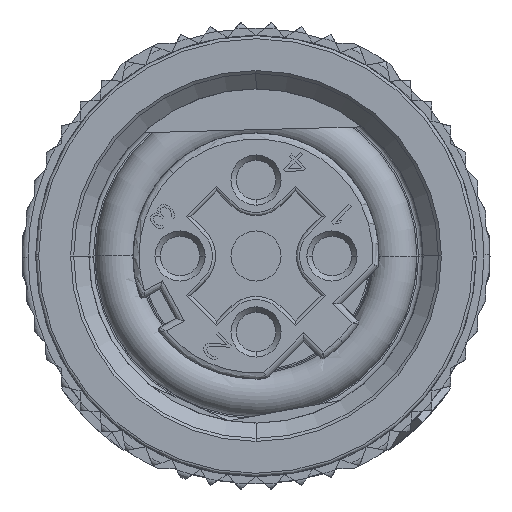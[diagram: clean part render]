
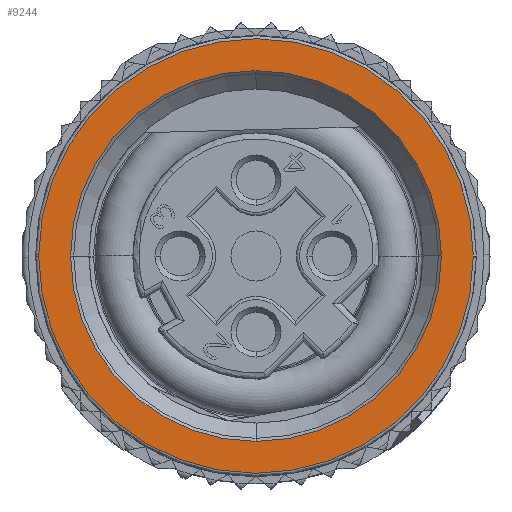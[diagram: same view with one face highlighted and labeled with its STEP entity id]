
A CAD part, front view. The second image highlights one B-rep face of the part: STEP entity #9244.
In plain terms, the highlighted planar face has unit normal (0, -1, 0).
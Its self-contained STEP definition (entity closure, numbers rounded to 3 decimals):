
#9244=ADVANCED_FACE('',(#18306,#18307),#18308,.T.);
#18306=FACE_OUTER_BOUND('',#46252,.T.);
#18307=FACE_BOUND('',#46253,.T.);
#18308=PLANE('',#46254);
#46252=EDGE_LOOP('',(#71545,#71546,#71547,#71548));
#46253=EDGE_LOOP('',(#71549,#71550,#71551,#71552));
#46254=AXIS2_PLACEMENT_3D('',#71553,#71554,#71555);
#71545=ORIENTED_EDGE('',*,*,#78974,.F.);
#71546=ORIENTED_EDGE('',*,*,#77373,.F.);
#71547=ORIENTED_EDGE('',*,*,#78972,.F.);
#71548=ORIENTED_EDGE('',*,*,#77378,.F.);
#71549=ORIENTED_EDGE('',*,*,#78982,.F.);
#71550=ORIENTED_EDGE('',*,*,#77356,.F.);
#71551=ORIENTED_EDGE('',*,*,#77363,.F.);
#71552=ORIENTED_EDGE('',*,*,#78983,.F.);
#71553=CARTESIAN_POINT('',(0.0,-12.4,0.0));
#71554=DIRECTION('',(0.0,-1.0,0.0));
#71555=DIRECTION('',(1.0,0.0,0.0));
#77356=EDGE_CURVE('',#86044,#86042,#86046,.T.);
#77363=EDGE_CURVE('',#86054,#86044,#86056,.T.);
#77373=EDGE_CURVE('',#86072,#86068,#86074,.T.);
#77378=EDGE_CURVE('',#86081,#86077,#86083,.T.);
#78972=EDGE_CURVE('',#86077,#86072,#88373,.T.);
#78974=EDGE_CURVE('',#86068,#86081,#88375,.T.);
#78982=EDGE_CURVE('',#86042,#88384,#88385,.T.);
#78983=EDGE_CURVE('',#88384,#86054,#88386,.T.);
#86042=VERTEX_POINT('',#104580);
#86044=VERTEX_POINT('',#104583);
#86046=CIRCLE('',#104586,6.1);
#86054=VERTEX_POINT('',#104595);
#86056=CIRCLE('',#104598,6.1);
#86068=VERTEX_POINT('',#104610);
#86072=VERTEX_POINT('',#104614);
#86074=CIRCLE('',#104616,7.15);
#86077=VERTEX_POINT('',#104619);
#86081=VERTEX_POINT('',#104623);
#86083=CIRCLE('',#104625,7.15);
#88373=CIRCLE('',#109824,7.15);
#88375=CIRCLE('',#109826,7.15);
#88384=VERTEX_POINT('',#109837);
#88385=CIRCLE('',#109838,6.1);
#88386=CIRCLE('',#109839,6.1);
#104580=CARTESIAN_POINT('',(0.0,-12.4,6.1));
#104583=CARTESIAN_POINT('',(6.1,-12.4,0.0));
#104586=AXIS2_PLACEMENT_3D('',#118371,#118372,#118373);
#104595=CARTESIAN_POINT('',(0.0,-12.4,-6.1));
#104598=AXIS2_PLACEMENT_3D('',#118382,#118383,#118384);
#104610=CARTESIAN_POINT('',(-7.15,-12.4,0.052));
#104614=CARTESIAN_POINT('',(-7.15,-12.4,0.0));
#104616=AXIS2_PLACEMENT_3D('',#118406,#118407,#118408);
#104619=CARTESIAN_POINT('',(7.15,-12.4,-0.052));
#104623=CARTESIAN_POINT('',(7.15,-12.4,0.0));
#104625=AXIS2_PLACEMENT_3D('',#118418,#118419,#118420);
#109824=AXIS2_PLACEMENT_3D('',#120319,#120320,#120321);
#109826=AXIS2_PLACEMENT_3D('',#120322,#120323,#120324);
#109837=CARTESIAN_POINT('',(-6.1,-12.4,0.0));
#109838=AXIS2_PLACEMENT_3D('',#120333,#120334,#120335);
#109839=AXIS2_PLACEMENT_3D('',#120336,#120337,#120338);
#118371=CARTESIAN_POINT('',(0.0,-12.4,0.0));
#118372=DIRECTION('',(0.0,-1.0,0.0));
#118373=DIRECTION('',(1.0,0.0,0.0));
#118382=CARTESIAN_POINT('',(0.0,-12.4,0.0));
#118383=DIRECTION('',(0.0,-1.0,0.0));
#118384=DIRECTION('',(0.0,0.0,-1.0));
#118406=CARTESIAN_POINT('',(0.0,-12.4,0.0));
#118407=DIRECTION('',(0.0,1.0,0.0));
#118408=DIRECTION('',(-1.0,0.0,0.0));
#118418=CARTESIAN_POINT('',(0.0,-12.4,0.0));
#118419=DIRECTION('',(-0.0,1.0,0.0));
#118420=DIRECTION('',(1.0,0.0,0.0));
#120319=CARTESIAN_POINT('',(0.0,-12.4,0.0));
#120320=DIRECTION('',(0.0,1.0,0.0));
#120321=DIRECTION('',(1.,0.0,-0.007));
#120322=CARTESIAN_POINT('',(0.0,-12.4,0.0));
#120323=DIRECTION('',(0.0,1.0,0.0));
#120324=DIRECTION('',(-1.,0.0,0.007));
#120333=CARTESIAN_POINT('',(0.0,-12.4,0.0));
#120334=DIRECTION('',(0.0,-1.0,0.0));
#120335=DIRECTION('',(0.0,0.0,1.0));
#120336=CARTESIAN_POINT('',(0.0,-12.4,0.0));
#120337=DIRECTION('',(0.0,-1.0,0.0));
#120338=DIRECTION('',(-1.0,0.0,0.0));
